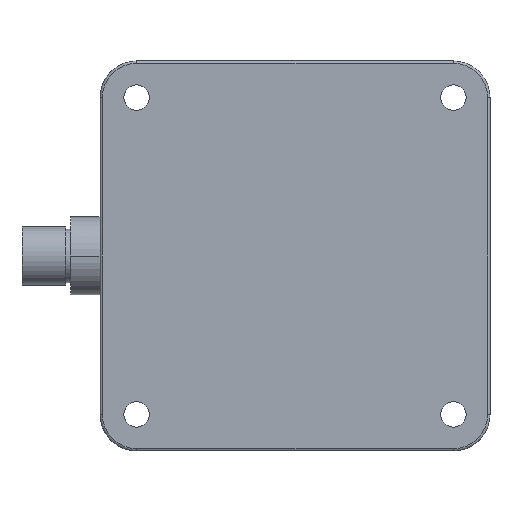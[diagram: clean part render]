
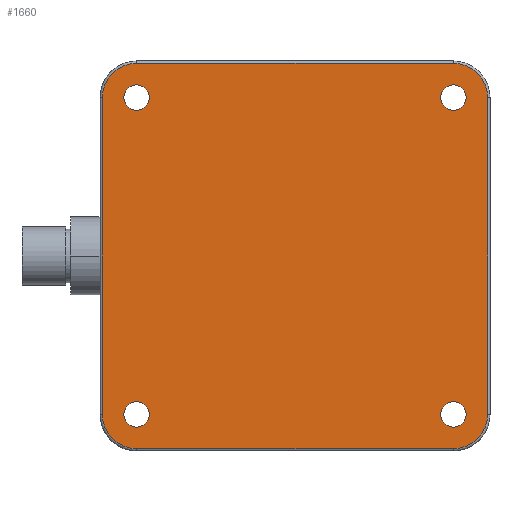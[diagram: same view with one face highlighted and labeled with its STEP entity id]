
A CAD part, front view. The second image highlights one B-rep face of the part: STEP entity #1660.
In plain terms, the highlighted planar face has unit normal (0, -1, 0).
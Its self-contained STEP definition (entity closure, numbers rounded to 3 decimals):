
#56=CARTESIAN_POINT('',(32.5,0.,32.5));
#57=DIRECTION('',(0.,1.,0.));
#58=DIRECTION('',(1.,0.,0.));
#59=AXIS2_PLACEMENT_3D('',#56,#57,#58);
#65=CARTESIAN_POINT('',(32.5,0.,32.5));
#66=DIRECTION('',(0.,1.,0.));
#67=DIRECTION('',(-1.,0.,0.));
#68=AXIS2_PLACEMENT_3D('',#65,#66,#67);
#73=CARTESIAN_POINT('',(32.5,0.,-32.5));
#74=DIRECTION('',(0.,1.,0.));
#75=DIRECTION('',(0.,0.,-1.));
#76=AXIS2_PLACEMENT_3D('',#73,#74,#75);
#81=CARTESIAN_POINT('',(32.5,0.,-32.5));
#82=DIRECTION('',(0.,1.,0.));
#83=DIRECTION('',(0.,0.,1.));
#84=AXIS2_PLACEMENT_3D('',#81,#82,#83);
#89=CARTESIAN_POINT('',(-32.5,0.,-32.5));
#90=DIRECTION('',(0.,1.,0.));
#91=DIRECTION('',(-1.,0.,0.));
#92=AXIS2_PLACEMENT_3D('',#89,#90,#91);
#97=CARTESIAN_POINT('',(-32.5,0.,-32.5));
#98=DIRECTION('',(0.,1.,0.));
#99=DIRECTION('',(1.,0.,0.));
#100=AXIS2_PLACEMENT_3D('',#97,#98,#99);
#105=CARTESIAN_POINT('',(-32.5,0.,32.5));
#106=DIRECTION('',(0.,1.,0.));
#107=DIRECTION('',(0.,0.,1.));
#108=AXIS2_PLACEMENT_3D('',#105,#106,#107);
#113=CARTESIAN_POINT('',(-32.5,0.,32.5));
#114=DIRECTION('',(0.,1.,0.));
#115=DIRECTION('',(0.,0.,-1.));
#116=AXIS2_PLACEMENT_3D('',#113,#114,#115);
#121=DIRECTION('',(-1.,0.,0.));
#122=VECTOR('',#121,65.);
#123=CARTESIAN_POINT('',(32.5,0.,39.5));
#124=LINE('',#123,#122);
#128=CARTESIAN_POINT('',(32.5,0.,32.5));
#129=DIRECTION('',(0.,-1.,0.));
#130=DIRECTION('',(1.,0.,0.));
#131=AXIS2_PLACEMENT_3D('',#128,#129,#130);
#136=DIRECTION('',(0.,0.,1.));
#137=VECTOR('',#136,65.);
#138=CARTESIAN_POINT('',(39.5,0.,-32.5));
#139=LINE('',#138,#137);
#143=CARTESIAN_POINT('',(32.5,0.,-32.5));
#144=DIRECTION('',(0.,-1.,0.));
#145=DIRECTION('',(0.,0.,-1.));
#146=AXIS2_PLACEMENT_3D('',#143,#144,#145);
#151=DIRECTION('',(1.,0.,0.));
#152=VECTOR('',#151,65.);
#153=CARTESIAN_POINT('',(-32.5,0.,-39.5));
#154=LINE('',#153,#152);
#158=CARTESIAN_POINT('',(-32.5,0.,-32.5));
#159=DIRECTION('',(0.,-1.,0.));
#160=DIRECTION('',(-1.,0.,0.));
#161=AXIS2_PLACEMENT_3D('',#158,#159,#160);
#166=DIRECTION('',(0.,0.,-1.));
#167=VECTOR('',#166,65.);
#168=CARTESIAN_POINT('',(-39.5,0.,32.5));
#169=LINE('',#168,#167);
#173=CARTESIAN_POINT('',(-32.5,0.,32.5));
#174=DIRECTION('',(0.,-1.,0.));
#175=DIRECTION('',(0.,0.,1.));
#176=AXIS2_PLACEMENT_3D('',#173,#174,#175);
#1385=CARTESIAN_POINT('',(35.1,0.,32.5));
#1386=CARTESIAN_POINT('',(29.9,0.,32.5));
#1387=VERTEX_POINT('',#1385);
#1388=VERTEX_POINT('',#1386);
#1417=CARTESIAN_POINT('',(32.5,0.,-35.1));
#1418=CARTESIAN_POINT('',(32.5,0.,-29.9));
#1419=VERTEX_POINT('',#1417);
#1420=VERTEX_POINT('',#1418);
#1449=CARTESIAN_POINT('',(-35.1,0.,-32.5));
#1450=CARTESIAN_POINT('',(-29.9,0.,-32.5));
#1451=VERTEX_POINT('',#1449);
#1452=VERTEX_POINT('',#1450);
#1481=CARTESIAN_POINT('',(-32.5,0.,35.1));
#1482=CARTESIAN_POINT('',(-32.5,0.,29.9));
#1483=VERTEX_POINT('',#1481);
#1484=VERTEX_POINT('',#1482);
#1545=CARTESIAN_POINT('',(32.5,0.,39.5));
#1546=CARTESIAN_POINT('',(-32.5,0.,39.5));
#1547=VERTEX_POINT('',#1545);
#1548=VERTEX_POINT('',#1546);
#1553=CARTESIAN_POINT('',(-39.5,0.,32.5));
#1554=VERTEX_POINT('',#1553);
#1557=CARTESIAN_POINT('',(-39.5,0.,-32.5));
#1558=VERTEX_POINT('',#1557);
#1561=CARTESIAN_POINT('',(-32.5,0.,-39.5));
#1562=VERTEX_POINT('',#1561);
#1565=CARTESIAN_POINT('',(32.5,0.,-39.5));
#1566=VERTEX_POINT('',#1565);
#1569=CARTESIAN_POINT('',(39.5,0.,-32.5));
#1570=VERTEX_POINT('',#1569);
#1573=CARTESIAN_POINT('',(39.5,0.,32.5));
#1574=VERTEX_POINT('',#1573);
#1613=CARTESIAN_POINT('',(0.,0.,0.));
#1614=DIRECTION('',(0.,1.,0.));
#1615=DIRECTION('',(1.,0.,0.));
#1616=AXIS2_PLACEMENT_3D('',#1613,#1614,#1615);
#1617=PLANE('',#1616);
#1619=ORIENTED_EDGE('',*,*,#1618,.F.);
#1621=ORIENTED_EDGE('',*,*,#1620,.F.);
#1623=ORIENTED_EDGE('',*,*,#1622,.F.);
#1625=ORIENTED_EDGE('',*,*,#1624,.F.);
#1627=ORIENTED_EDGE('',*,*,#1626,.F.);
#1629=ORIENTED_EDGE('',*,*,#1628,.F.);
#1631=ORIENTED_EDGE('',*,*,#1630,.F.);
#1633=ORIENTED_EDGE('',*,*,#1632,.F.);
#1634=EDGE_LOOP('',(#1619,#1621,#1623,#1625,#1627,#1629,#1631,#1633));
#1635=FACE_OUTER_BOUND('',#1634,.F.);
#1637=ORIENTED_EDGE('',*,*,#1636,.F.);
#1639=ORIENTED_EDGE('',*,*,#1638,.F.);
#1640=EDGE_LOOP('',(#1637,#1639));
#1641=FACE_BOUND('',#1640,.F.);
#1643=ORIENTED_EDGE('',*,*,#1642,.F.);
#1645=ORIENTED_EDGE('',*,*,#1644,.F.);
#1646=EDGE_LOOP('',(#1643,#1645));
#1647=FACE_BOUND('',#1646,.F.);
#1649=ORIENTED_EDGE('',*,*,#1648,.F.);
#1651=ORIENTED_EDGE('',*,*,#1650,.F.);
#1652=EDGE_LOOP('',(#1649,#1651));
#1653=FACE_BOUND('',#1652,.F.);
#1655=ORIENTED_EDGE('',*,*,#1654,.F.);
#1657=ORIENTED_EDGE('',*,*,#1656,.F.);
#1658=EDGE_LOOP('',(#1655,#1657));
#1659=FACE_BOUND('',#1658,.F.);
#1660=ADVANCED_FACE('',(#1635,#1641,#1647,#1653,#1659),#1617,.F.);
#60=CIRCLE('',#59,2.6);
#69=CIRCLE('',#68,2.6);
#77=CIRCLE('',#76,2.6);
#85=CIRCLE('',#84,2.6);
#93=CIRCLE('',#92,2.6);
#101=CIRCLE('',#100,2.6);
#109=CIRCLE('',#108,2.6);
#117=CIRCLE('',#116,2.6);
#132=CIRCLE('',#131,7.);
#147=CIRCLE('',#146,7.);
#162=CIRCLE('',#161,7.);
#177=CIRCLE('',#176,7.);
#1618=EDGE_CURVE('',#1547,#1548,#124,.T.);
#1620=EDGE_CURVE('',#1574,#1547,#132,.T.);
#1622=EDGE_CURVE('',#1570,#1574,#139,.T.);
#1624=EDGE_CURVE('',#1566,#1570,#147,.T.);
#1626=EDGE_CURVE('',#1562,#1566,#154,.T.);
#1628=EDGE_CURVE('',#1558,#1562,#162,.T.);
#1630=EDGE_CURVE('',#1554,#1558,#169,.T.);
#1632=EDGE_CURVE('',#1548,#1554,#177,.T.);
#1636=EDGE_CURVE('',#1387,#1388,#60,.T.);
#1638=EDGE_CURVE('',#1388,#1387,#69,.T.);
#1642=EDGE_CURVE('',#1419,#1420,#77,.T.);
#1644=EDGE_CURVE('',#1420,#1419,#85,.T.);
#1648=EDGE_CURVE('',#1451,#1452,#93,.T.);
#1650=EDGE_CURVE('',#1452,#1451,#101,.T.);
#1654=EDGE_CURVE('',#1483,#1484,#109,.T.);
#1656=EDGE_CURVE('',#1484,#1483,#117,.T.);
